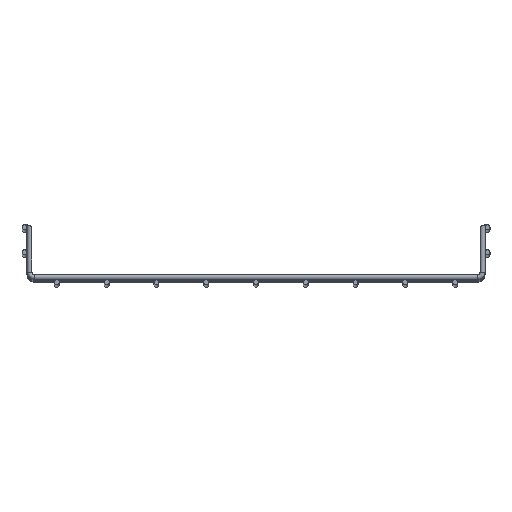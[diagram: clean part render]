
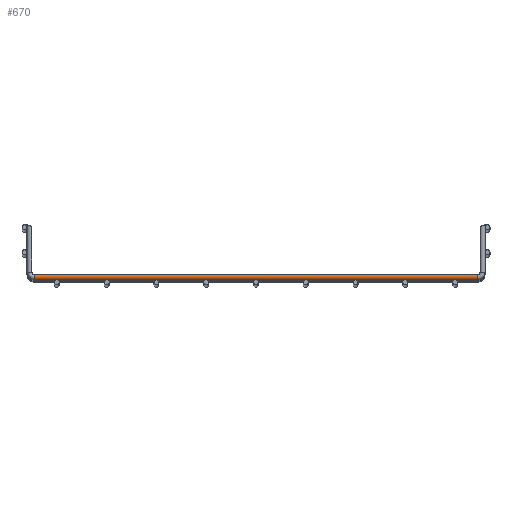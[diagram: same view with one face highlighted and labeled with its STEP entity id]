
A CAD part, top view. The second image highlights one B-rep face of the part: STEP entity #670.
In plain terms, the highlighted cylindrical face has radius 2.5 mm (diameter 5 mm), a partial arc.
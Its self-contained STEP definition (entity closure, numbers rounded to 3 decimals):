
#17 = ORIENTED_EDGE ( 'NONE', *, *, #562, .T. ) ;
#19 = DIRECTION ( 'NONE',  ( 0., 0., -1. ) ) ;
#24 = DIRECTION ( 'NONE',  ( 1., 0., 0. ) ) ;
#88 = VERTEX_POINT ( 'NONE', #162 ) ;
#162 = CARTESIAN_POINT ( 'NONE',  ( 222.5, -2.5, 0. ) ) ;
#167 = FACE_OUTER_BOUND ( 'NONE', #209, .T. ) ;
#184 = CIRCLE ( 'NONE', #634, 2.5 ) ;
#188 = ORIENTED_EDGE ( 'NONE', *, *, #434, .F. ) ;
#209 = EDGE_LOOP ( 'NONE', ( #188, #314, #17, #580 ) ) ;
#248 = CARTESIAN_POINT ( 'NONE',  ( -222.5, 0., 0. ) ) ;
#269 = AXIS2_PLACEMENT_3D ( 'NONE', #681, #695, #330 ) ;
#273 = CARTESIAN_POINT ( 'NONE',  ( -222.5, 2.5, 0. ) ) ;
#307 = CARTESIAN_POINT ( 'NONE',  ( 222.5, 2.5, 0. ) ) ;
#314 = ORIENTED_EDGE ( 'NONE', *, *, #326, .T. ) ;
#320 = VECTOR ( 'NONE', #24, 1000. ) ;
#326 = EDGE_CURVE ( 'NONE', #506, #88, #601, .T. ) ;
#330 = DIRECTION ( 'NONE',  ( 0., 1., 0. ) ) ;
#339 = CARTESIAN_POINT ( 'NONE',  ( 222.5, 0., 0. ) ) ;
#361 = CARTESIAN_POINT ( 'NONE',  ( -222.5, -2.5, 0. ) ) ;
#434 = EDGE_CURVE ( 'NONE', #506, #674, #184, .T. ) ;
#447 = VERTEX_POINT ( 'NONE', #307 ) ;
#491 = VECTOR ( 'NONE', #671, 1000. ) ;
#500 = EDGE_CURVE ( 'NONE', #674, #447, #565, .T. ) ;
#506 = VERTEX_POINT ( 'NONE', #361 ) ;
#508 = CIRCLE ( 'NONE', #684, 2.5 ) ;
#527 = DIRECTION ( 'NONE',  ( -1., 0., 0. ) ) ;
#549 = CARTESIAN_POINT ( 'NONE',  ( -222.5, -2.5, 0. ) ) ;
#562 = EDGE_CURVE ( 'NONE', #88, #447, #508, .T. ) ;
#565 = LINE ( 'NONE', #722, #491 ) ;
#580 = ORIENTED_EDGE ( 'NONE', *, *, #500, .F. ) ;
#582 = DIRECTION ( 'NONE',  ( 0., 0., -1. ) ) ;
#591 = CYLINDRICAL_SURFACE ( 'NONE', #269, 2.5 ) ;
#601 = LINE ( 'NONE', #549, #320 ) ;
#634 = AXIS2_PLACEMENT_3D ( 'NONE', #248, #677, #19 ) ;
#670 = ADVANCED_FACE ( 'NONE', ( #167 ), #591, .T. ) ;
#671 = DIRECTION ( 'NONE',  ( 1., 0., 0. ) ) ;
#674 = VERTEX_POINT ( 'NONE', #273 ) ;
#677 = DIRECTION ( 'NONE',  ( -1., 0., 0. ) ) ;
#681 = CARTESIAN_POINT ( 'NONE',  ( -222.5, 0., 0. ) ) ;
#684 = AXIS2_PLACEMENT_3D ( 'NONE', #339, #527, #582 ) ;
#695 = DIRECTION ( 'NONE',  ( 1., 0., 0. ) ) ;
#722 = CARTESIAN_POINT ( 'NONE',  ( -222.5, 2.5, 0. ) ) ;
